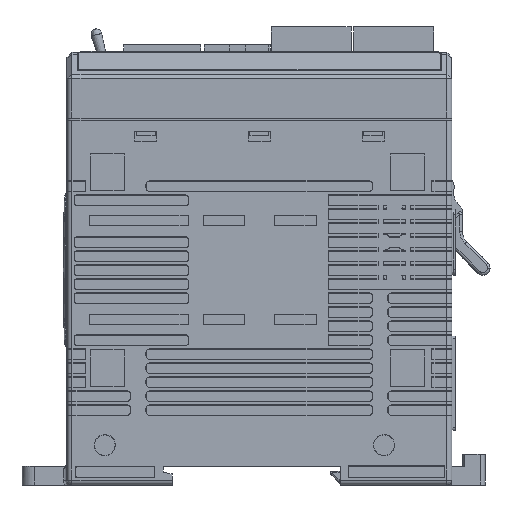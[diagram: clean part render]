
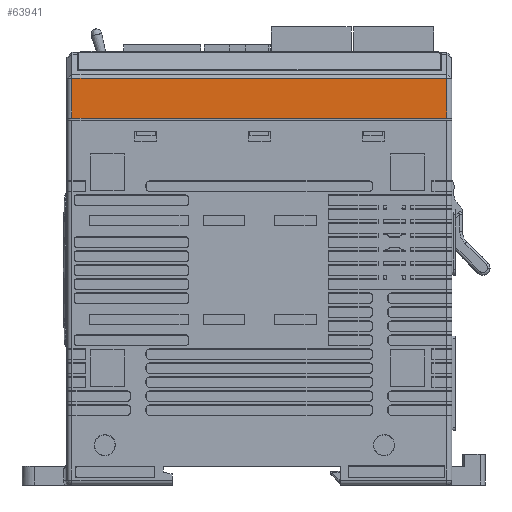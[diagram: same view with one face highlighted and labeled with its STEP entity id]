
A CAD part, left-side view. The second image highlights one B-rep face of the part: STEP entity #63941.
In plain terms, the highlighted planar face has unit normal (-1, 0, 0).
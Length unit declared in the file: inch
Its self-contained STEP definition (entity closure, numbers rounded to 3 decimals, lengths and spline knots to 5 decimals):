
#8621 = EDGE_CURVE ( 'NONE', #23550, #129575, #27868, .T. ) ;
#13831 = CARTESIAN_POINT ( 'NONE',  ( -1.14711, -0.14784, -1.04757 ) ) ;
#23306 = PLANE ( 'NONE',  #110903 ) ;
#23550 = VERTEX_POINT ( 'NONE', #92918 ) ;
#27406 = ORIENTED_EDGE ( 'NONE', *, *, #27614, .T. ) ;
#27614 = EDGE_CURVE ( 'NONE', #65766, #23550, #85645, .T. ) ;
#27868 = LINE ( 'NONE', #99514, #111922 ) ;
#34843 = EDGE_LOOP ( 'NONE', ( #27406, #85234, #54508, #51931 ) ) ;
#42520 = DIRECTION ( 'NONE',  ( 0., 1., 0. ) ) ;
#44262 = DIRECTION ( 'NONE',  ( -1., 0., 0. ) ) ;
#45073 = CARTESIAN_POINT ( 'NONE',  ( -1.14711, -1.39786, -1.04757 ) ) ;
#45208 = CARTESIAN_POINT ( 'NONE',  ( -1.14711, 1.5549, -1.04757 ) ) ;
#51931 = ORIENTED_EDGE ( 'NONE', *, *, #52685, .T. ) ;
#52685 = EDGE_CURVE ( 'NONE', #79769, #65766, #129555, .T. ) ;
#54508 = ORIENTED_EDGE ( 'NONE', *, *, #113259, .T. ) ;
#55050 = DIRECTION ( 'NONE',  ( 0., 0., 1. ) ) ;
#63941 = ADVANCED_FACE ( 'NONE', ( #94267 ), #23306, .T. ) ;
#65766 = VERTEX_POINT ( 'NONE', #94483 ) ;
#77537 = CARTESIAN_POINT ( 'NONE',  ( -1.14711, -0.14784, 2.74295 ) ) ;
#79769 = VERTEX_POINT ( 'NONE', #86014 ) ;
#84127 = CARTESIAN_POINT ( 'NONE',  ( -1.14711, 1.5549, 3.05734 ) ) ;
#85234 = ORIENTED_EDGE ( 'NONE', *, *, #8621, .T. ) ;
#85645 = LINE ( 'NONE', #45073, #100199 ) ;
#86014 = CARTESIAN_POINT ( 'NONE',  ( -1.14711, 1.5549, 2.74295 ) ) ;
#87727 = DIRECTION ( 'NONE',  ( 0., 0., -1. ) ) ;
#92918 = CARTESIAN_POINT ( 'NONE',  ( -1.14711, -1.39786, 3.05734 ) ) ;
#94267 = FACE_OUTER_BOUND ( 'NONE', #34843, .T. ) ;
#94483 = CARTESIAN_POINT ( 'NONE',  ( -1.14711, -1.39786, 2.74295 ) ) ;
#95099 = DIRECTION ( 'NONE',  ( 0., 0., 1. ) ) ;
#97360 = VECTOR ( 'NONE', #87727, 39.37008 ) ;
#98485 = DIRECTION ( 'NONE',  ( 0., -1., 0. ) ) ;
#99514 = CARTESIAN_POINT ( 'NONE',  ( -1.14711, -0.14784, 3.05734 ) ) ;
#100199 = VECTOR ( 'NONE', #95099, 39.37008 ) ;
#110903 = AXIS2_PLACEMENT_3D ( 'NONE', #13831, #44262, #55050 ) ;
#111922 = VECTOR ( 'NONE', #42520, 39.37008 ) ;
#113259 = EDGE_CURVE ( 'NONE', #129575, #79769, #126325, .T. ) ;
#119449 = VECTOR ( 'NONE', #98485, 39.37008 ) ;
#126325 = LINE ( 'NONE', #45208, #97360 ) ;
#129555 = LINE ( 'NONE', #77537, #119449 ) ;
#129575 = VERTEX_POINT ( 'NONE', #84127 ) ;
